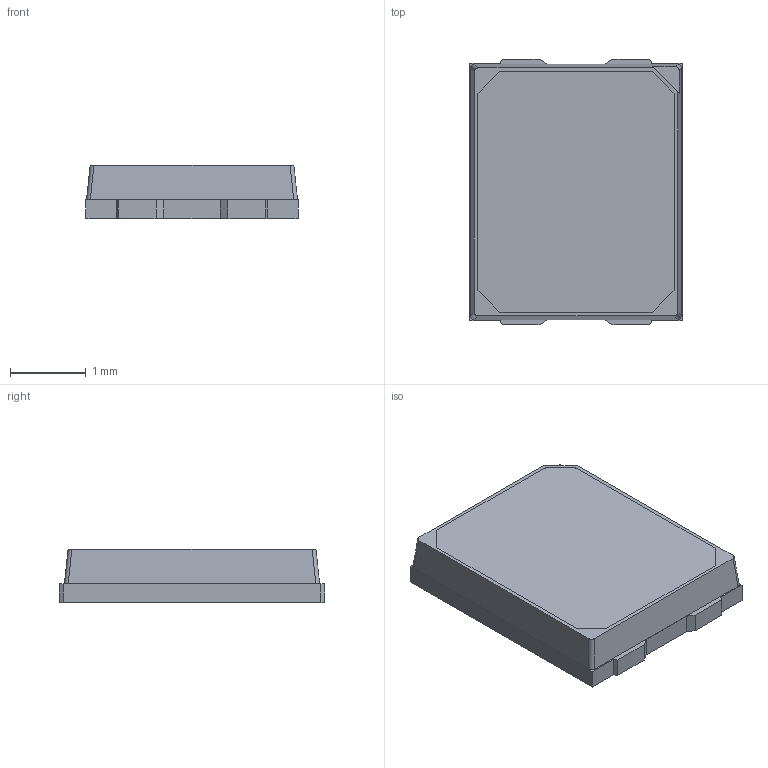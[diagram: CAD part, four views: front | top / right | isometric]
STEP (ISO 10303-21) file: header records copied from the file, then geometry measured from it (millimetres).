
FILE_DESCRIPTION (( 'STEP AP214' ), '1' );
FILE_NAME ('LED_2835.STEP', '2019-12-07T14:10:58', ( '' ), ( '' ), 'SwSTEP 2.0', 'SolidWorks 2018', '' );
FILE_SCHEMA (( 'AUTOMOTIVE_DESIGN' ));
Length unit declared in the file: millimetre
Products named in the file (2): LED_2835
Bounding box: 2.8 x 3.5 x 0.7 mm (x, y, z)
Volume: 6.5 mm3; surface area: 57.8 mm2
Topology: 4 solids, 4 shells, 97 faces, 262 edges, 172 vertices
Faces by surface type: plane 81, cylinder 16
Entity records: 3594 total; most frequent: CARTESIAN_POINT 557, ORIENTED_EDGE 524, DIRECTION 476, EDGE_CURVE 262, VECTOR 230, LINE 230, VERTEX_POINT 172, AXIS2_PLACEMENT_3D 123
